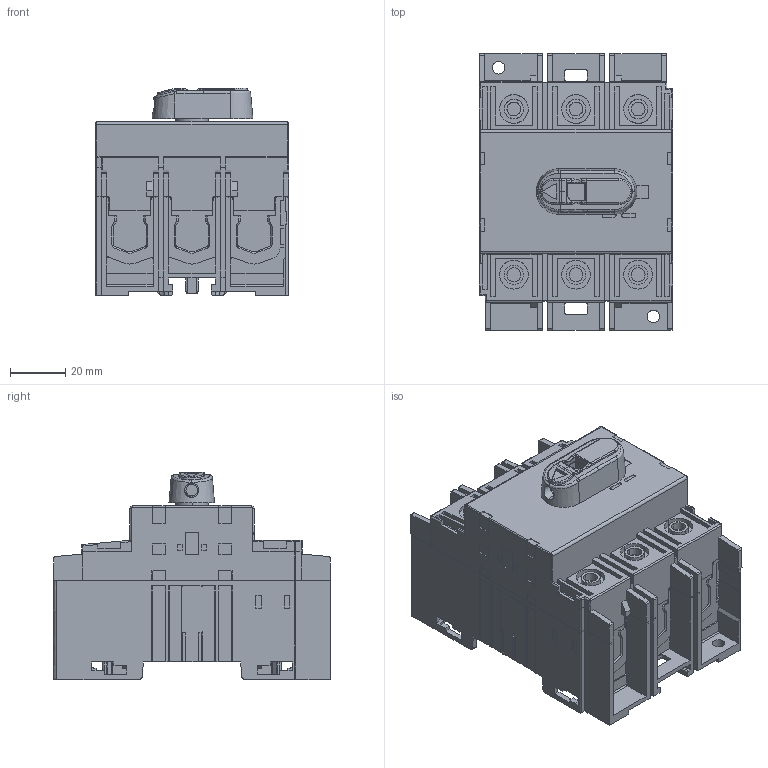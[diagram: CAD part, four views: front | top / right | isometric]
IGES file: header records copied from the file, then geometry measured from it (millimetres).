
Start section:  PTC IGES file: ot30-60f3_igs.igs
Global section: file name: ot30-60f3_igs.igs; native system: Creo Parametric by PTC Inc.; preprocessor: 2017480; author: FIALBJO; organization: Unknown; date: 20180803.152134; units: millimetre
Bounding box: 70 x 100 x 75.2 mm (x, y, z)
Volume: 283560 mm3; surface area: 85965 mm2
Topology: 1 solids, 3 shells, 1847 faces, 5211 edges, 3375 vertices
Faces by surface type: bspline 1288, revolution 557, extrusion 2
